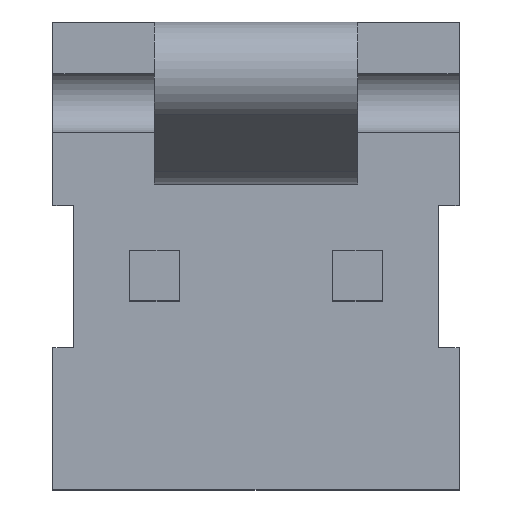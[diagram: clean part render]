
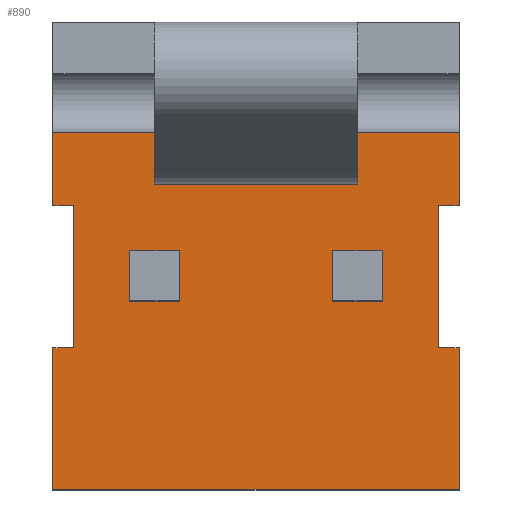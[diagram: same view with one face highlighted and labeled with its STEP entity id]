
A CAD part, top view. The second image highlights one B-rep face of the part: STEP entity #890.
In plain terms, the highlighted planar face has unit normal (0, 0, 1).
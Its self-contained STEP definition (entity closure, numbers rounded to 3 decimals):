
#6=DIRECTION('',(0.,-1.,0.));
#7=VECTOR('',#6,1.778);
#8=CARTESIAN_POINT('',(-2.54,-0.889,0.));
#9=LINE('',#8,#7);
#65=DIRECTION('',(0.,-1.,0.));
#66=VECTOR('',#65,0.914);
#67=CARTESIAN_POINT('',(-2.54,1.803,0.));
#68=LINE('',#67,#66);
#153=DIRECTION('',(0.,1.,0.));
#154=VECTOR('',#153,0.622);
#155=CARTESIAN_POINT('',(-1.581,-0.311,0.));
#156=LINE('',#155,#154);
#157=DIRECTION('',(1.,0.,0.));
#158=VECTOR('',#157,0.622);
#159=CARTESIAN_POINT('',(-1.581,-0.311,0.));
#160=LINE('',#159,#158);
#161=DIRECTION('',(0.,1.,0.));
#162=VECTOR('',#161,0.622);
#163=CARTESIAN_POINT('',(-0.959,-0.311,0.));
#164=LINE('',#163,#162);
#165=DIRECTION('',(1.,0.,0.));
#166=VECTOR('',#165,0.622);
#167=CARTESIAN_POINT('',(-1.581,0.311,0.));
#168=LINE('',#167,#166);
#169=DIRECTION('',(-1.,0.,0.));
#170=VECTOR('',#169,0.254);
#171=CARTESIAN_POINT('',(2.54,0.889,0.));
#172=LINE('',#171,#170);
#173=DIRECTION('',(0.,-1.,0.));
#174=VECTOR('',#173,1.778);
#175=CARTESIAN_POINT('',(2.286,0.889,0.));
#176=LINE('',#175,#174);
#177=DIRECTION('',(-1.,0.,0.));
#178=VECTOR('',#177,0.254);
#179=CARTESIAN_POINT('',(2.54,-0.889,0.));
#180=LINE('',#179,#178);
#181=DIRECTION('',(1.,0.,0.));
#182=VECTOR('',#181,0.254);
#183=CARTESIAN_POINT('',(-2.54,-0.889,0.));
#184=LINE('',#183,#182);
#185=DIRECTION('',(0.,1.,0.));
#186=VECTOR('',#185,1.778);
#187=CARTESIAN_POINT('',(-2.286,-0.889,0.));
#188=LINE('',#187,#186);
#189=DIRECTION('',(1.,0.,0.));
#190=VECTOR('',#189,0.254);
#191=CARTESIAN_POINT('',(-2.54,0.889,0.));
#192=LINE('',#191,#190);
#193=DIRECTION('',(1.,0.,0.));
#194=VECTOR('',#193,5.08);
#195=CARTESIAN_POINT('',(-2.54,1.803,0.));
#196=LINE('',#195,#194);
#197=DIRECTION('',(0.,1.,0.));
#198=VECTOR('',#197,0.622);
#199=CARTESIAN_POINT('',(0.959,-0.311,0.));
#200=LINE('',#199,#198);
#201=DIRECTION('',(1.,0.,0.));
#202=VECTOR('',#201,0.622);
#203=CARTESIAN_POINT('',(0.959,-0.311,0.));
#204=LINE('',#203,#202);
#205=DIRECTION('',(0.,1.,0.));
#206=VECTOR('',#205,0.622);
#207=CARTESIAN_POINT('',(1.581,-0.311,0.));
#208=LINE('',#207,#206);
#209=DIRECTION('',(1.,0.,0.));
#210=VECTOR('',#209,0.622);
#211=CARTESIAN_POINT('',(0.959,0.311,0.));
#212=LINE('',#211,#210);
#257=DIRECTION('',(0.,-1.,0.));
#258=VECTOR('',#257,0.914);
#259=CARTESIAN_POINT('',(2.54,1.803,0.));
#260=LINE('',#259,#258);
#316=DIRECTION('',(0.,-1.,0.));
#317=VECTOR('',#316,1.778);
#318=CARTESIAN_POINT('',(2.54,-0.889,0.));
#319=LINE('',#318,#317);
#452=DIRECTION('',(1.,0.,0.));
#453=VECTOR('',#452,5.08);
#454=CARTESIAN_POINT('',(-2.54,-2.667,0.));
#455=LINE('',#454,#453);
#532=CARTESIAN_POINT('',(-2.54,1.803,0.));
#533=VERTEX_POINT('',#532);
#534=CARTESIAN_POINT('',(-2.54,-2.667,0.));
#536=VERTEX_POINT('',#534);
#552=CARTESIAN_POINT('',(2.54,1.803,0.));
#553=VERTEX_POINT('',#552);
#554=CARTESIAN_POINT('',(2.54,-2.667,0.));
#556=VERTEX_POINT('',#554);
#604=CARTESIAN_POINT('',(-2.54,-0.889,0.));
#606=VERTEX_POINT('',#604);
#608=CARTESIAN_POINT('',(-2.54,0.889,0.));
#610=VERTEX_POINT('',#608);
#612=CARTESIAN_POINT('',(2.54,0.889,0.));
#614=VERTEX_POINT('',#612);
#616=CARTESIAN_POINT('',(2.54,-0.889,0.));
#618=VERTEX_POINT('',#616);
#620=CARTESIAN_POINT('',(2.286,0.889,0.));
#621=VERTEX_POINT('',#620);
#622=CARTESIAN_POINT('',(2.286,-0.889,0.));
#623=VERTEX_POINT('',#622);
#624=CARTESIAN_POINT('',(-2.286,-0.889,0.));
#625=VERTEX_POINT('',#624);
#626=CARTESIAN_POINT('',(-2.286,0.889,0.));
#627=VERTEX_POINT('',#626);
#644=CARTESIAN_POINT('',(0.959,-0.311,0.));
#645=CARTESIAN_POINT('',(0.959,0.311,0.));
#646=VERTEX_POINT('',#644);
#647=VERTEX_POINT('',#645);
#648=CARTESIAN_POINT('',(1.581,-0.311,0.));
#649=CARTESIAN_POINT('',(1.581,0.311,0.));
#650=VERTEX_POINT('',#648);
#651=VERTEX_POINT('',#649);
#676=CARTESIAN_POINT('',(-1.581,-0.311,0.));
#677=CARTESIAN_POINT('',(-1.581,0.311,0.));
#678=VERTEX_POINT('',#676);
#679=VERTEX_POINT('',#677);
#680=CARTESIAN_POINT('',(-0.959,-0.311,0.));
#681=CARTESIAN_POINT('',(-0.959,0.311,0.));
#682=VERTEX_POINT('',#680);
#683=VERTEX_POINT('',#681);
#843=CARTESIAN_POINT('',(-2.54,1.803,0.));
#844=DIRECTION('',(0.,0.,1.));
#845=DIRECTION('',(0.,-1.,0.));
#846=AXIS2_PLACEMENT_3D('',#843,#844,#845);
#847=PLANE('',#846);
#849=ORIENTED_EDGE('',*,*,#848,.T.);
#851=ORIENTED_EDGE('',*,*,#850,.T.);
#853=ORIENTED_EDGE('',*,*,#852,.F.);
#855=ORIENTED_EDGE('',*,*,#854,.T.);
#857=ORIENTED_EDGE('',*,*,#856,.F.);
#858=ORIENTED_EDGE('',*,*,#707,.F.);
#859=ORIENTED_EDGE('',*,*,#758,.T.);
#861=ORIENTED_EDGE('',*,*,#860,.T.);
#863=ORIENTED_EDGE('',*,*,#862,.F.);
#864=ORIENTED_EDGE('',*,*,#743,.F.);
#866=ORIENTED_EDGE('',*,*,#865,.T.);
#868=ORIENTED_EDGE('',*,*,#867,.T.);
#869=EDGE_LOOP('',(#849,#851,#853,#855,#857,#858,#859,#861,#863,#864,#866,
#868));
#870=FACE_OUTER_BOUND('',#869,.F.);
#871=ORIENTED_EDGE('',*,*,#817,.F.);
#873=ORIENTED_EDGE('',*,*,#872,.T.);
#875=ORIENTED_EDGE('',*,*,#874,.T.);
#877=ORIENTED_EDGE('',*,*,#876,.F.);
#878=EDGE_LOOP('',(#871,#873,#875,#877));
#879=FACE_BOUND('',#878,.F.);
#881=ORIENTED_EDGE('',*,*,#880,.F.);
#883=ORIENTED_EDGE('',*,*,#882,.T.);
#885=ORIENTED_EDGE('',*,*,#884,.T.);
#887=ORIENTED_EDGE('',*,*,#886,.F.);
#888=EDGE_LOOP('',(#881,#883,#885,#887));
#889=FACE_BOUND('',#888,.F.);
#707=EDGE_CURVE('',#606,#536,#9,.T.);
#743=EDGE_CURVE('',#533,#610,#68,.T.);
#758=EDGE_CURVE('',#606,#625,#184,.T.);
#817=EDGE_CURVE('',#678,#679,#156,.T.);
#848=EDGE_CURVE('',#614,#621,#172,.T.);
#850=EDGE_CURVE('',#621,#623,#176,.T.);
#852=EDGE_CURVE('',#618,#623,#180,.T.);
#854=EDGE_CURVE('',#618,#556,#319,.T.);
#856=EDGE_CURVE('',#536,#556,#455,.T.);
#860=EDGE_CURVE('',#625,#627,#188,.T.);
#862=EDGE_CURVE('',#610,#627,#192,.T.);
#865=EDGE_CURVE('',#533,#553,#196,.T.);
#867=EDGE_CURVE('',#553,#614,#260,.T.);
#872=EDGE_CURVE('',#678,#682,#160,.T.);
#874=EDGE_CURVE('',#682,#683,#164,.T.);
#876=EDGE_CURVE('',#679,#683,#168,.T.);
#880=EDGE_CURVE('',#646,#647,#200,.T.);
#882=EDGE_CURVE('',#646,#650,#204,.T.);
#884=EDGE_CURVE('',#650,#651,#208,.T.);
#886=EDGE_CURVE('',#647,#651,#212,.T.);
#890=ADVANCED_FACE('',(#870,#879,#889),#847,.T.);
